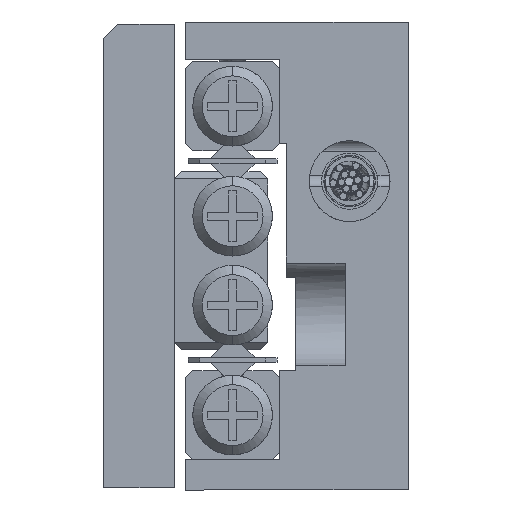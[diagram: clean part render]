
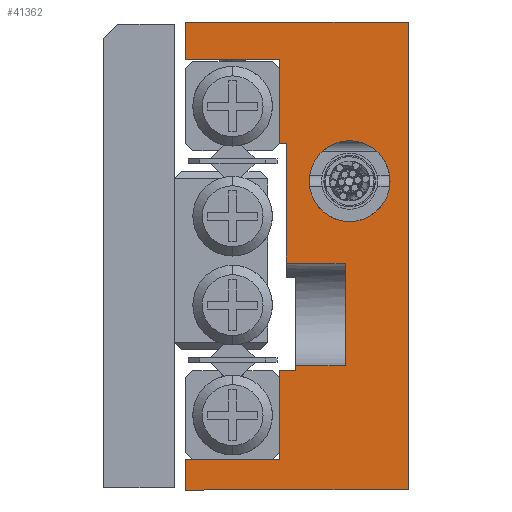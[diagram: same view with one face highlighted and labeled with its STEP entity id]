
A CAD part, left-side view. The second image highlights one B-rep face of the part: STEP entity #41362.
In plain terms, the highlighted planar face has unit normal (-1, 0, 0).
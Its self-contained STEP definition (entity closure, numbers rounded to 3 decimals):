
#17 = CARTESIAN_POINT ( 'NONE',  ( -20., 2.5, 3.2 ) ) ;
#894 = VECTOR ( 'NONE', #41544, 1000. ) ;
#1890 = DIRECTION ( 'NONE',  ( 0., 0., -1. ) ) ;
#2261 = LINE ( 'NONE', #26456, #27366 ) ;
#2267 = ORIENTED_EDGE ( 'NONE', *, *, #44426, .F. ) ;
#2431 = ORIENTED_EDGE ( 'NONE', *, *, #9399, .T. ) ;
#2675 = CARTESIAN_POINT ( 'NONE',  ( -20., 9.5, 10. ) ) ;
#2748 = EDGE_CURVE ( 'NONE', #13769, #11734, #7292, .T. ) ;
#3379 = CARTESIAN_POINT ( 'NONE',  ( -20., 2.692, -0.3 ) ) ;
#3408 = CARTESIAN_POINT ( 'NONE',  ( -20., -2.141, -4.7 ) ) ;
#3533 = CARTESIAN_POINT ( 'NONE',  ( -20., 5.5, -10. ) ) ;
#4486 = DIRECTION ( 'NONE',  ( 0., -1., 0. ) ) ;
#4906 = EDGE_CURVE ( 'NONE', #32532, #16645, #17419, .T. ) ;
#5084 = ORIENTED_EDGE ( 'NONE', *, *, #34688, .T. ) ;
#5608 = CARTESIAN_POINT ( 'NONE',  ( -20., 5.5, -4.9 ) ) ;
#5886 = DIRECTION ( 'NONE',  ( 0., 0., 1. ) ) ;
#6238 = DIRECTION ( 'NONE',  ( 0., 0., 1. ) ) ;
#6289 = EDGE_CURVE ( 'NONE', #43695, #17923, #2261, .T. ) ;
#6367 = EDGE_CURVE ( 'NONE', #38014, #31816, #22825, .T. ) ;
#7033 = EDGE_CURVE ( 'NONE', #10798, #43695, #16203, .T. ) ;
#7292 = LINE ( 'NONE', #34896, #37689 ) ;
#8350 = EDGE_LOOP ( 'NONE', ( #34839, #17425, #37116, #41387, #32525, #2431, #42363, #27041, #43464, #40864, #17191, #5084, #30675, #15108, #15312, #19693 ) ) ;
#9399 = EDGE_CURVE ( 'NONE', #24705, #10798, #14827, .T. ) ;
#9435 = DIRECTION ( 'NONE',  ( 0., 0., 1. ) ) ;
#9478 = VECTOR ( 'NONE', #41775, 1000. ) ;
#9608 = CARTESIAN_POINT ( 'NONE',  ( -20., 5.5, 8.4 ) ) ;
#9658 = VERTEX_POINT ( 'NONE', #9608 ) ;
#10116 = LINE ( 'NONE', #34319, #894 ) ;
#10615 = CARTESIAN_POINT ( 'NONE',  ( -20., 9.5, -8.7 ) ) ;
#10798 = VERTEX_POINT ( 'NONE', #10615 ) ;
#10838 = VERTEX_POINT ( 'NONE', #3379 ) ;
#10939 = ORIENTED_EDGE ( 'NONE', *, *, #22768, .F. ) ;
#11284 = CARTESIAN_POINT ( 'NONE',  ( -20., -2.141, -0.3 ) ) ;
#11734 = VERTEX_POINT ( 'NONE', #41324 ) ;
#12929 = VERTEX_POINT ( 'NONE', #41605 ) ;
#12952 = CARTESIAN_POINT ( 'NONE',  ( -20., 2.5, 1.473 ) ) ;
#13769 = VERTEX_POINT ( 'NONE', #5608 ) ;
#14138 = VECTOR ( 'NONE', #37120, 1000. ) ;
#14244 = VECTOR ( 'NONE', #6238, 1000. ) ;
#14827 = LINE ( 'NONE', #15502, #43579 ) ;
#15108 = ORIENTED_EDGE ( 'NONE', *, *, #30584, .F. ) ;
#15312 = ORIENTED_EDGE ( 'NONE', *, *, #27601, .F. ) ;
#15425 = LINE ( 'NONE', #43017, #14138 ) ;
#15464 = CARTESIAN_POINT ( 'NONE',  ( -20., 5.5, -10. ) ) ;
#15502 = CARTESIAN_POINT ( 'NONE',  ( -20., 5.5, -8.7 ) ) ;
#15675 = PLANE ( 'NONE',  #32596 ) ;
#16203 = LINE ( 'NONE', #43363, #16581 ) ;
#16581 = VECTOR ( 'NONE', #43801, 1000. ) ;
#16645 = VERTEX_POINT ( 'NONE', #28138 ) ;
#17191 = ORIENTED_EDGE ( 'NONE', *, *, #26888, .T. ) ;
#17341 = LINE ( 'NONE', #31158, #9478 ) ;
#17419 = LINE ( 'NONE', #3408, #36056 ) ;
#17425 = ORIENTED_EDGE ( 'NONE', *, *, #4906, .T. ) ;
#17663 = DIRECTION ( 'NONE',  ( 0., 0., 1. ) ) ;
#17685 = DIRECTION ( 'NONE',  ( 0., -1., 0. ) ) ;
#17923 = VERTEX_POINT ( 'NONE', #20109 ) ;
#18103 = LINE ( 'NONE', #38032, #39833 ) ;
#18515 = CARTESIAN_POINT ( 'NONE',  ( -20., 5.5, -8.7 ) ) ;
#18593 = EDGE_CURVE ( 'NONE', #24705, #13769, #10116, .T. ) ;
#19104 = DIRECTION ( 'NONE',  ( 0., 1., 0. ) ) ;
#19388 = EDGE_CURVE ( 'NONE', #10838, #32532, #15425, .T. ) ;
#19424 = DIRECTION ( 'NONE',  ( 0., -1., 0. ) ) ;
#19693 = ORIENTED_EDGE ( 'NONE', *, *, #38806, .F. ) ;
#20109 = CARTESIAN_POINT ( 'NONE',  ( -20., 0., -10. ) ) ;
#20583 = CARTESIAN_POINT ( 'NONE',  ( -20., 9.5, 8.4 ) ) ;
#20704 = LINE ( 'NONE', #3533, #24681 ) ;
#20845 = VECTOR ( 'NONE', #43570, 1000. ) ;
#22232 = FACE_OUTER_BOUND ( 'NONE', #8350, .T. ) ;
#22529 = VECTOR ( 'NONE', #25043, 1000. ) ;
#22768 = EDGE_CURVE ( 'NONE', #30293, #35598, #37278, .T. ) ;
#22825 = LINE ( 'NONE', #36640, #33901 ) ;
#23062 = DIRECTION ( 'NONE',  ( -1., 0., 0. ) ) ;
#23206 = CARTESIAN_POINT ( 'NONE',  ( -20., 5.2, 4.8 ) ) ;
#24649 = DIRECTION ( 'NONE',  ( 0., 0., 1. ) ) ;
#24681 = VECTOR ( 'NONE', #9435, 1000. ) ;
#24705 = VERTEX_POINT ( 'NONE', #18515 ) ;
#25043 = DIRECTION ( 'NONE',  ( 0., 1., 0. ) ) ;
#25055 = EDGE_CURVE ( 'NONE', #16645, #11734, #17341, .T. ) ;
#26241 = DIRECTION ( 'NONE',  ( 0., -1., 0. ) ) ;
#26456 = CARTESIAN_POINT ( 'NONE',  ( -20., 5.5, -10. ) ) ;
#26606 = LINE ( 'NONE', #23206, #14244 ) ;
#26888 = EDGE_CURVE ( 'NONE', #38014, #37789, #30058, .T. ) ;
#27041 = ORIENTED_EDGE ( 'NONE', *, *, #6289, .T. ) ;
#27366 = VECTOR ( 'NONE', #26241, 1000. ) ;
#27601 = EDGE_CURVE ( 'NONE', #12929, #40745, #26606, .T. ) ;
#28138 = CARTESIAN_POINT ( 'NONE',  ( -20., 4.8, -4.7 ) ) ;
#29773 = CARTESIAN_POINT ( 'NONE',  ( -20., 5.5, 4.8 ) ) ;
#30058 = LINE ( 'NONE', #2675, #36832 ) ;
#30293 = VERTEX_POINT ( 'NONE', #33927 ) ;
#30451 = VECTOR ( 'NONE', #4486, 1000. ) ;
#30454 = AXIS2_PLACEMENT_3D ( 'NONE', #34150, #23062, #5886 ) ;
#30584 = EDGE_CURVE ( 'NONE', #40745, #32498, #39107, .T. ) ;
#30675 = ORIENTED_EDGE ( 'NONE', *, *, #35221, .F. ) ;
#30998 = DIRECTION ( 'NONE',  ( -1., 0., 0. ) ) ;
#31158 = CARTESIAN_POINT ( 'NONE',  ( -20., 4.8, -10. ) ) ;
#31816 = VERTEX_POINT ( 'NONE', #39394 ) ;
#31853 = CARTESIAN_POINT ( 'NONE',  ( -20., 5.5, 8.4 ) ) ;
#32498 = VERTEX_POINT ( 'NONE', #38881 ) ;
#32525 = ORIENTED_EDGE ( 'NONE', *, *, #18593, .F. ) ;
#32532 = VERTEX_POINT ( 'NONE', #39345 ) ;
#32596 = AXIS2_PLACEMENT_3D ( 'NONE', #15464, #36045, #1890 ) ;
#33901 = VECTOR ( 'NONE', #19424, 1000. ) ;
#33927 = CARTESIAN_POINT ( 'NONE',  ( -20., 2.5, 4.927 ) ) ;
#34150 = CARTESIAN_POINT ( 'NONE',  ( -20., 2.5, 3.2 ) ) ;
#34319 = CARTESIAN_POINT ( 'NONE',  ( -20., 5.5, -10. ) ) ;
#34421 = CARTESIAN_POINT ( 'NONE',  ( -20., 9.5, -10. ) ) ;
#34688 = EDGE_CURVE ( 'NONE', #37789, #9658, #42485, .T. ) ;
#34839 = ORIENTED_EDGE ( 'NONE', *, *, #19388, .T. ) ;
#34896 = CARTESIAN_POINT ( 'NONE',  ( -20., 5.5, -4.9 ) ) ;
#35221 = EDGE_CURVE ( 'NONE', #32498, #9658, #20704, .T. ) ;
#35283 = CARTESIAN_POINT ( 'NONE',  ( -20., 9.5, 10. ) ) ;
#35598 = VERTEX_POINT ( 'NONE', #12952 ) ;
#36045 = DIRECTION ( 'NONE',  ( 1., 0., 0. ) ) ;
#36056 = VECTOR ( 'NONE', #41178, 1000. ) ;
#36493 = FACE_BOUND ( 'NONE', #38684, .T. ) ;
#36640 = CARTESIAN_POINT ( 'NONE',  ( -20., 5.5, 10. ) ) ;
#36832 = VECTOR ( 'NONE', #44295, 1000. ) ;
#37116 = ORIENTED_EDGE ( 'NONE', *, *, #25055, .T. ) ;
#37120 = DIRECTION ( 'NONE',  ( 0., 0., -1. ) ) ;
#37278 = CIRCLE ( 'NONE', #43074, 1.727 ) ;
#37689 = VECTOR ( 'NONE', #17685, 1000. ) ;
#37789 = VERTEX_POINT ( 'NONE', #20583 ) ;
#38014 = VERTEX_POINT ( 'NONE', #35283 ) ;
#38032 = CARTESIAN_POINT ( 'NONE',  ( -20., 0., -10. ) ) ;
#38684 = EDGE_LOOP ( 'NONE', ( #10939, #2267 ) ) ;
#38806 = EDGE_CURVE ( 'NONE', #10838, #12929, #42253, .T. ) ;
#38881 = CARTESIAN_POINT ( 'NONE',  ( -20., 5.5, 4.8 ) ) ;
#39107 = LINE ( 'NONE', #29773, #20845 ) ;
#39345 = CARTESIAN_POINT ( 'NONE',  ( -20., 2.692, -4.7 ) ) ;
#39394 = CARTESIAN_POINT ( 'NONE',  ( -20., 0., 10. ) ) ;
#39833 = VECTOR ( 'NONE', #17663, 1000. ) ;
#40477 = CARTESIAN_POINT ( 'NONE',  ( -20., 5.2, 4.8 ) ) ;
#40575 = CIRCLE ( 'NONE', #30454, 1.727 ) ;
#40745 = VERTEX_POINT ( 'NONE', #40477 ) ;
#40864 = ORIENTED_EDGE ( 'NONE', *, *, #6367, .F. ) ;
#41178 = DIRECTION ( 'NONE',  ( 0., 1., 0. ) ) ;
#41324 = CARTESIAN_POINT ( 'NONE',  ( -20., 4.8, -4.9 ) ) ;
#41362 = ADVANCED_FACE ( 'NONE', ( #36493, #22232 ), #15675, .F. ) ;
#41387 = ORIENTED_EDGE ( 'NONE', *, *, #2748, .F. ) ;
#41544 = DIRECTION ( 'NONE',  ( 0., 0., 1. ) ) ;
#41605 = CARTESIAN_POINT ( 'NONE',  ( -20., 5.2, -0.3 ) ) ;
#41775 = DIRECTION ( 'NONE',  ( 0., 0., -1. ) ) ;
#42253 = LINE ( 'NONE', #11284, #22529 ) ;
#42363 = ORIENTED_EDGE ( 'NONE', *, *, #7033, .T. ) ;
#42485 = LINE ( 'NONE', #31853, #30451 ) ;
#43017 = CARTESIAN_POINT ( 'NONE',  ( -20., 2.692, -10. ) ) ;
#43074 = AXIS2_PLACEMENT_3D ( 'NONE', #17, #30998, #24649 ) ;
#43363 = CARTESIAN_POINT ( 'NONE',  ( -20., 9.5, -10. ) ) ;
#43464 = ORIENTED_EDGE ( 'NONE', *, *, #44111, .T. ) ;
#43570 = DIRECTION ( 'NONE',  ( 0., 1., 0. ) ) ;
#43579 = VECTOR ( 'NONE', #19104, 1000. ) ;
#43695 = VERTEX_POINT ( 'NONE', #34421 ) ;
#43801 = DIRECTION ( 'NONE',  ( 0., 0., -1. ) ) ;
#44111 = EDGE_CURVE ( 'NONE', #17923, #31816, #18103, .T. ) ;
#44295 = DIRECTION ( 'NONE',  ( 0., 0., -1. ) ) ;
#44426 = EDGE_CURVE ( 'NONE', #35598, #30293, #40575, .T. ) ;
